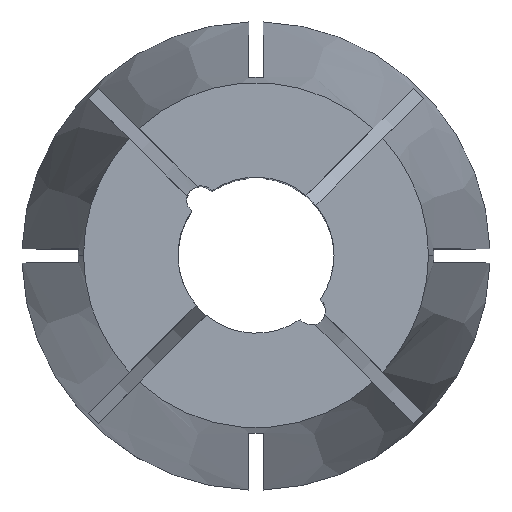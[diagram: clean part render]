
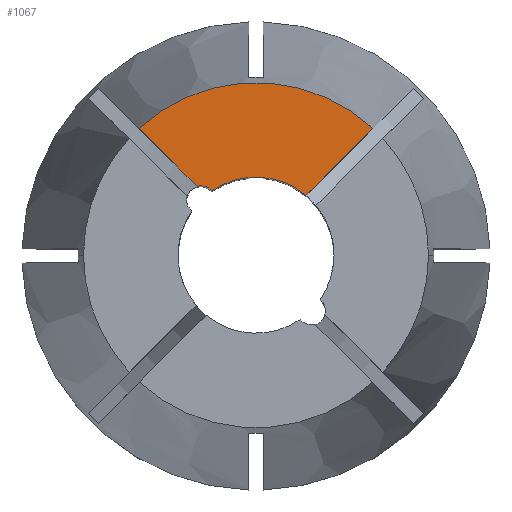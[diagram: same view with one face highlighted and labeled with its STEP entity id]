
A CAD part, top view. The second image highlights one B-rep face of the part: STEP entity #1067.
In plain terms, the highlighted planar face has unit normal (0, 0, 1).
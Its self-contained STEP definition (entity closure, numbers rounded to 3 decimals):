
#47 = FACE_OUTER_BOUND ( 'NONE', #1215, .T. ) ;
#193 = CARTESIAN_POINT ( 'NONE',  ( 0., 0., 0. ) ) ;
#240 = CARTESIAN_POINT ( 'NONE',  ( 8.236, 8.943, 0. ) ) ;
#258 = ORIENTED_EDGE ( 'NONE', *, *, #2023, .F. ) ;
#263 = ORIENTED_EDGE ( 'NONE', *, *, #293, .T. ) ;
#293 = EDGE_CURVE ( 'NONE', #1740, #441, #1921, .T. ) ;
#299 = DIRECTION ( 'NONE',  ( 0.707, 0.707, 0. ) ) ;
#334 = DIRECTION ( 'NONE',  ( 0., 0., 1. ) ) ;
#341 = DIRECTION ( 'NONE',  ( -1., 0., 0. ) ) ;
#346 = DIRECTION ( 'NONE',  ( 1., 0., 0. ) ) ;
#424 = CARTESIAN_POINT ( 'NONE',  ( 0., 0., 0. ) ) ;
#429 = VERTEX_POINT ( 'NONE', #715 ) ;
#441 = VERTEX_POINT ( 'NONE', #2130 ) ;
#448 = DIRECTION ( 'NONE',  ( 0., 0., -1. ) ) ;
#603 = PLANE ( 'NONE',  #1922 ) ;
#715 = CARTESIAN_POINT ( 'NONE',  ( -3.121, 4.529, 0. ) ) ;
#718 = AXIS2_PLACEMENT_3D ( 'NONE', #193, #334, #346 ) ;
#746 = VECTOR ( 'NONE', #1939, 1000. ) ;
#937 = EDGE_CURVE ( 'NONE', #1635, #1038, #2043, .T. ) ;
#943 = AXIS2_PLACEMENT_3D ( 'NONE', #1865, #1875, #2040 ) ;
#959 = CIRCLE ( 'NONE', #1759, 12.158 ) ;
#1038 = VERTEX_POINT ( 'NONE', #240 ) ;
#1067 = ADVANCED_FACE ( 'NONE', ( #47 ), #603, .F. ) ;
#1135 = CARTESIAN_POINT ( 'NONE',  ( -8.236, 8.943, 0. ) ) ;
#1187 = CIRCLE ( 'NONE', #943, 1. ) ;
#1215 = EDGE_LOOP ( 'NONE', ( #263, #2067, #258, #2179, #2201 ) ) ;
#1550 = CARTESIAN_POINT ( 'NONE',  ( 0.354, 0.354, 0. ) ) ;
#1578 = VECTOR ( 'NONE', #299, 1000. ) ;
#1611 = CARTESIAN_POINT ( 'NONE',  ( 0., 0., 0. ) ) ;
#1632 = DIRECTION ( 'NONE',  ( 0., 0., 1. ) ) ;
#1635 = VERTEX_POINT ( 'NONE', #2102 ) ;
#1712 = CIRCLE ( 'NONE', #718, 5.5 ) ;
#1729 = DIRECTION ( 'NONE',  ( 1., 0., 0. ) ) ;
#1740 = VERTEX_POINT ( 'NONE', #1135 ) ;
#1759 = AXIS2_PLACEMENT_3D ( 'NONE', #1611, #1632, #1729 ) ;
#1807 = CARTESIAN_POINT ( 'NONE',  ( -0.354, 0.354, 0. ) ) ;
#1865 = CARTESIAN_POINT ( 'NONE',  ( -3.889, 3.889, 0. ) ) ;
#1875 = DIRECTION ( 'NONE',  ( 0., 0., 1. ) ) ;
#1900 = EDGE_CURVE ( 'NONE', #1038, #1740, #959, .T. ) ;
#1921 = LINE ( 'NONE', #1550, #746 ) ;
#1922 = AXIS2_PLACEMENT_3D ( 'NONE', #424, #448, #341 ) ;
#1939 = DIRECTION ( 'NONE',  ( 0.707, -0.707, 0. ) ) ;
#2023 = EDGE_CURVE ( 'NONE', #1635, #429, #1712, .T. ) ;
#2040 = DIRECTION ( 'NONE',  ( -1., 0., 0. ) ) ;
#2043 = LINE ( 'NONE', #1807, #1578 ) ;
#2067 = ORIENTED_EDGE ( 'NONE', *, *, #2082, .F. ) ;
#2082 = EDGE_CURVE ( 'NONE', #429, #441, #1187, .T. ) ;
#2102 = CARTESIAN_POINT ( 'NONE',  ( 3.519, 4.227, 0. ) ) ;
#2130 = CARTESIAN_POINT ( 'NONE',  ( -4.148, 4.855, 0. ) ) ;
#2179 = ORIENTED_EDGE ( 'NONE', *, *, #937, .T. ) ;
#2201 = ORIENTED_EDGE ( 'NONE', *, *, #1900, .T. ) ;
